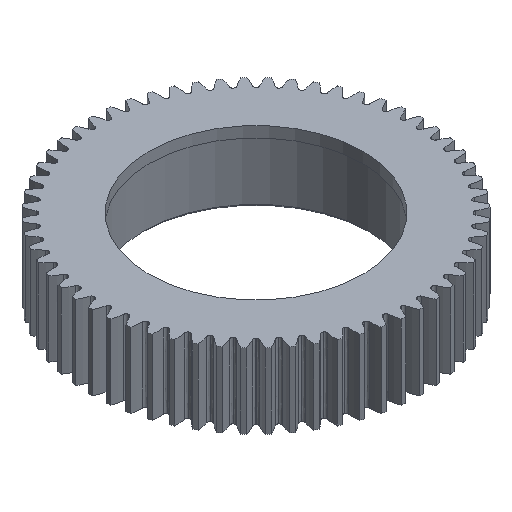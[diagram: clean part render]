
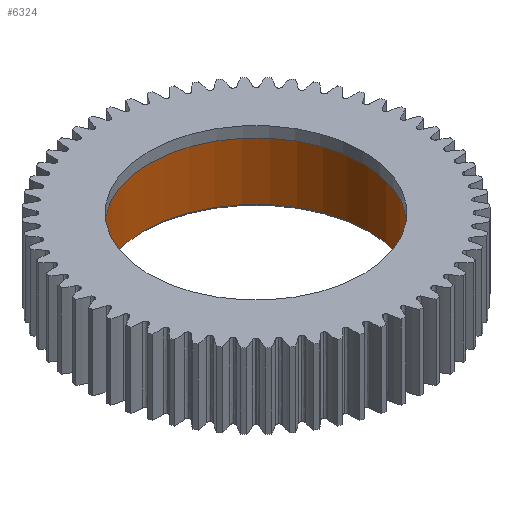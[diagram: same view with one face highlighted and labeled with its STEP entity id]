
A CAD part, isometric view. The second image highlights one B-rep face of the part: STEP entity #6324.
In plain terms, the highlighted cylindrical face has radius 21.05 mm (diameter 42.1 mm), a full revolution.
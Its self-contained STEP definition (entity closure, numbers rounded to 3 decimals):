
#985=CYLINDRICAL_SURFACE('',#6707,21.05);
#1108=FACE_OUTER_BOUND('',#1474,.T.);
#1474=EDGE_LOOP('',(#4150,#4151,#4152,#4153));
#1843=LINE('',#7957,#1966);
#1966=VECTOR('',#7089,21.05);
#2089=CIRCLE('',#6706,21.05);
#2090=CIRCLE('',#6708,21.05);
#2334=VERTEX_POINT('',#7952);
#2335=VERTEX_POINT('',#7956);
#3060=EDGE_CURVE('',#2334,#2334,#2089,.T.);
#3061=EDGE_CURVE('',#2334,#2335,#1843,.T.);
#3062=EDGE_CURVE('',#2335,#2335,#2090,.T.);
#4150=ORIENTED_EDGE('',*,*,#3060,.F.);
#4151=ORIENTED_EDGE('',*,*,#3061,.T.);
#4152=ORIENTED_EDGE('',*,*,#3062,.T.);
#4153=ORIENTED_EDGE('',*,*,#3061,.F.);
#6324=ADVANCED_FACE('',(#1108),#985,.F.);
#6706=AXIS2_PLACEMENT_3D('',#7954,#7085,#7086);
#6707=AXIS2_PLACEMENT_3D('',#7955,#7087,#7088);
#6708=AXIS2_PLACEMENT_3D('',#7958,#7090,#7091);
#7085=DIRECTION('center_axis',(0.,0.,1.));
#7086=DIRECTION('ref_axis',(1.,0.,0.));
#7087=DIRECTION('center_axis',(0.,0.,1.));
#7088=DIRECTION('ref_axis',(1.,0.,0.));
#7089=DIRECTION('',(0.,0.,1.));
#7090=DIRECTION('center_axis',(0.,0.,1.));
#7091=DIRECTION('ref_axis',(1.,0.,0.));
#7952=CARTESIAN_POINT('',(-21.05,0.,0.5));
#7954=CARTESIAN_POINT('Origin',(0.,0.,0.5));
#7955=CARTESIAN_POINT('Origin',(0.,0.,0.));
#7956=CARTESIAN_POINT('',(-21.05,0.,12.));
#7957=CARTESIAN_POINT('',(-21.05,0.,0.));
#7958=CARTESIAN_POINT('Origin',(0.,0.,12.));
